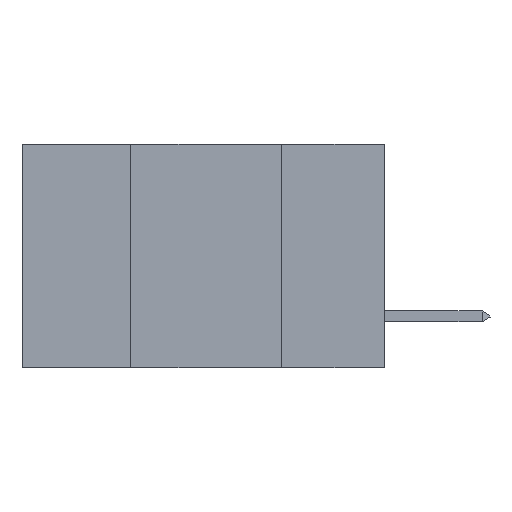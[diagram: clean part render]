
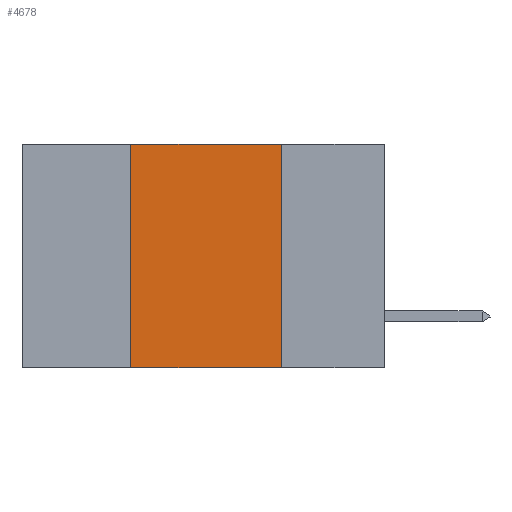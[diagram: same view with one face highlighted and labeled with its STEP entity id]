
A CAD part, left-side view. The second image highlights one B-rep face of the part: STEP entity #4678.
In plain terms, the highlighted planar face has unit normal (-1, 0, 0).
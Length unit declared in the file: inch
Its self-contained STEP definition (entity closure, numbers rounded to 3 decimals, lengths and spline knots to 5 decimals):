
#491 = DIRECTION ( 'NONE',  ( 0., -1., 0. ) ) ;
#704 = AXIS2_PLACEMENT_3D ( 'NONE', #8324, #17050, #4231 ) ;
#1068 = CARTESIAN_POINT ( 'NONE',  ( 0., 0.6, 0. ) ) ;
#3637 = VECTOR ( 'NONE', #18434, 39.37008 ) ;
#4231 = DIRECTION ( 'NONE',  ( 0., 0., -1. ) ) ;
#4678 = ADVANCED_FACE ( 'NONE', ( #6920 ), #15127, .F. ) ;
#6567 = VERTEX_POINT ( 'NONE', #22455 ) ;
#6721 = DIRECTION ( 'NONE',  ( 0., 0., -1. ) ) ;
#6920 = FACE_OUTER_BOUND ( 'NONE', #7691, .T. ) ;
#7691 = EDGE_LOOP ( 'NONE', ( #16269, #21670, #26869, #26351 ) ) ;
#7796 = CARTESIAN_POINT ( 'NONE',  ( 0., 0.42, 0. ) ) ;
#8324 = CARTESIAN_POINT ( 'NONE',  ( 0., 0.6, 0. ) ) ;
#9055 = CARTESIAN_POINT ( 'NONE',  ( 0., 0.17, 0. ) ) ;
#9205 = VERTEX_POINT ( 'NONE', #18567 ) ;
#10442 = CARTESIAN_POINT ( 'NONE',  ( 0., 0.6, -0.37 ) ) ;
#11762 = CARTESIAN_POINT ( 'NONE',  ( 0., 0.17, -0.37 ) ) ;
#12017 = EDGE_CURVE ( 'NONE', #6567, #21778, #17544, .T. ) ;
#12048 = DIRECTION ( 'NONE',  ( 0., -1., 0. ) ) ;
#12484 = VERTEX_POINT ( 'NONE', #11762 ) ;
#15127 = PLANE ( 'NONE',  #704 ) ;
#16103 = VECTOR ( 'NONE', #6721, 39.37008 ) ;
#16269 = ORIENTED_EDGE ( 'NONE', *, *, #21818, .F. ) ;
#17050 = DIRECTION ( 'NONE',  ( 1., 0., 0. ) ) ;
#17544 = LINE ( 'NONE', #23946, #3637 ) ;
#18434 = DIRECTION ( 'NONE',  ( 0., 0., 1. ) ) ;
#18567 = CARTESIAN_POINT ( 'NONE',  ( 0., 0.17, 0. ) ) ;
#18636 = VECTOR ( 'NONE', #491, 39.37008 ) ;
#18816 = VECTOR ( 'NONE', #12048, 39.37008 ) ;
#19628 = LINE ( 'NONE', #10442, #18636 ) ;
#19746 = EDGE_CURVE ( 'NONE', #6567, #12484, #19628, .T. ) ;
#21670 = ORIENTED_EDGE ( 'NONE', *, *, #22339, .F. ) ;
#21778 = VERTEX_POINT ( 'NONE', #7796 ) ;
#21818 = EDGE_CURVE ( 'NONE', #9205, #12484, #23318, .T. ) ;
#22339 = EDGE_CURVE ( 'NONE', #21778, #9205, #24634, .T. ) ;
#22455 = CARTESIAN_POINT ( 'NONE',  ( 0., 0.42, -0.37 ) ) ;
#23318 = LINE ( 'NONE', #9055, #16103 ) ;
#23946 = CARTESIAN_POINT ( 'NONE',  ( 0., 0.42, 0. ) ) ;
#24634 = LINE ( 'NONE', #1068, #18816 ) ;
#26351 = ORIENTED_EDGE ( 'NONE', *, *, #19746, .T. ) ;
#26869 = ORIENTED_EDGE ( 'NONE', *, *, #12017, .F. ) ;
